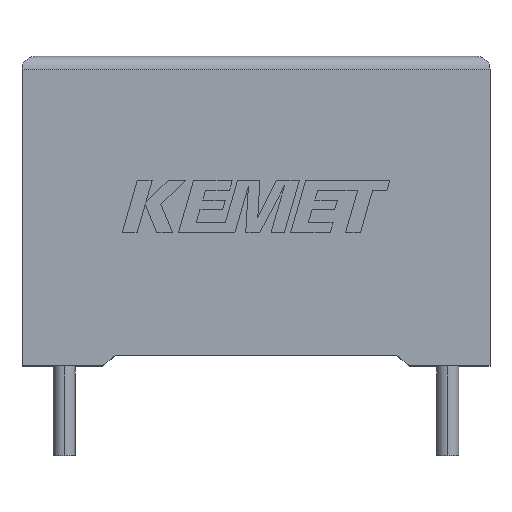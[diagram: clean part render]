
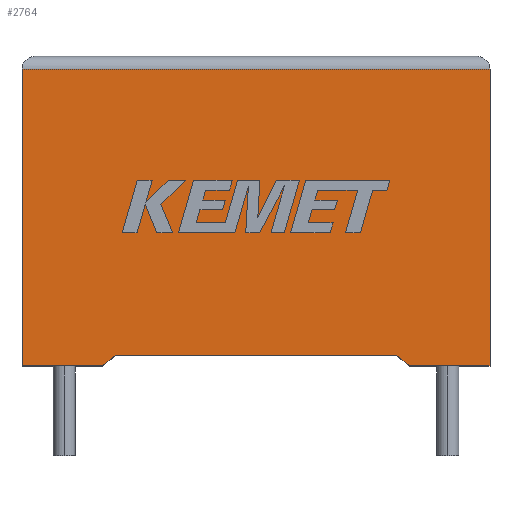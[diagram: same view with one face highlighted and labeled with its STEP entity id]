
A CAD part, top view. The second image highlights one B-rep face of the part: STEP entity #2764.
In plain terms, the highlighted planar face has unit normal (0, 0, 1).
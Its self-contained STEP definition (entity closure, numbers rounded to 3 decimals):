
#17 = DIRECTION ( 'NONE',  ( 0., -1., 0. ) ) ;
#58 = VERTEX_POINT ( 'NONE', #1935 ) ;
#81 = ORIENTED_EDGE ( 'NONE', *, *, #1501, .F. ) ;
#204 = ORIENTED_EDGE ( 'NONE', *, *, #474, .T. ) ;
#221 = LINE ( 'NONE', #873, #2079 ) ;
#309 = CARTESIAN_POINT ( 'NONE',  ( 18.3, 11.6, 6.2 ) ) ;
#317 = ORIENTED_EDGE ( 'NONE', *, *, #2108, .T. ) ;
#396 = DIRECTION ( 'NONE',  ( 1., 0., 0. ) ) ;
#426 = ORIENTED_EDGE ( 'NONE', *, *, #1857, .F. ) ;
#432 = DIRECTION ( 'NONE',  ( 0., 1., 0. ) ) ;
#434 = DIRECTION ( 'NONE',  ( 1., 0., 0. ) ) ;
#442 = CARTESIAN_POINT ( 'NONE',  ( 0., 0., 6.2 ) ) ;
#474 = EDGE_CURVE ( 'NONE', #58, #1352, #931, .T. ) ;
#516 = VERTEX_POINT ( 'NONE', #3050 ) ;
#550 = VECTOR ( 'NONE', #2715, 1000. ) ;
#596 = VECTOR ( 'NONE', #1764, 1000. ) ;
#607 = ORIENTED_EDGE ( 'NONE', *, *, #1141, .T. ) ;
#649 = LINE ( 'NONE', #1599, #2694 ) ;
#762 = LINE ( 'NONE', #1461, #1090 ) ;
#788 = ORIENTED_EDGE ( 'NONE', *, *, #2962, .T. ) ;
#815 = CARTESIAN_POINT ( 'NONE',  ( 15.15, 0., 6.2 ) ) ;
#873 = CARTESIAN_POINT ( 'NONE',  ( 0., 0., 6.2 ) ) ;
#889 = PLANE ( 'NONE',  #1235 ) ;
#931 = LINE ( 'NONE', #2548, #2225 ) ;
#1010 = VERTEX_POINT ( 'NONE', #2955 ) ;
#1025 = EDGE_CURVE ( 'NONE', #1352, #2602, #2751, .T. ) ;
#1036 = VECTOR ( 'NONE', #1331, 1000. ) ;
#1090 = VECTOR ( 'NONE', #2194, 1000. ) ;
#1141 = EDGE_CURVE ( 'NONE', #2602, #1301, #1388, .T. ) ;
#1169 = DIRECTION ( 'NONE',  ( -1., 0., 0. ) ) ;
#1218 = EDGE_CURVE ( 'NONE', #1010, #58, #221, .T. ) ;
#1235 = AXIS2_PLACEMENT_3D ( 'NONE', #2824, #2598, #1169 ) ;
#1301 = VERTEX_POINT ( 'NONE', #2343 ) ;
#1331 = DIRECTION ( 'NONE',  ( -1., 0., 0. ) ) ;
#1350 = CARTESIAN_POINT ( 'NONE',  ( 3.15, 0., 6.2 ) ) ;
#1352 = VERTEX_POINT ( 'NONE', #309 ) ;
#1388 = LINE ( 'NONE', #442, #1782 ) ;
#1461 = CARTESIAN_POINT ( 'NONE',  ( 9.15, 0.417, 6.2 ) ) ;
#1497 = CARTESIAN_POINT ( 'NONE',  ( 3.15, 0., 6.2 ) ) ;
#1501 = EDGE_CURVE ( 'NONE', #516, #2473, #1967, .T. ) ;
#1599 = CARTESIAN_POINT ( 'NONE',  ( 0., 0., 6.2 ) ) ;
#1764 = DIRECTION ( 'NONE',  ( 0.773, -0.635, 0. ) ) ;
#1782 = VECTOR ( 'NONE', #17, 1000. ) ;
#1857 = EDGE_CURVE ( 'NONE', #3016, #516, #762, .T. ) ;
#1935 = CARTESIAN_POINT ( 'NONE',  ( 18.3, 0., 6.2 ) ) ;
#1948 = ORIENTED_EDGE ( 'NONE', *, *, #1218, .T. ) ;
#1967 = LINE ( 'NONE', #1497, #550 ) ;
#2079 = VECTOR ( 'NONE', #434, 1000. ) ;
#2108 = EDGE_CURVE ( 'NONE', #1301, #2473, #649, .T. ) ;
#2194 = DIRECTION ( 'NONE',  ( -1., 0., 0. ) ) ;
#2225 = VECTOR ( 'NONE', #432, 1000. ) ;
#2321 = FACE_OUTER_BOUND ( 'NONE', #2582, .T. ) ;
#2343 = CARTESIAN_POINT ( 'NONE',  ( 0., 0., 6.2 ) ) ;
#2473 = VERTEX_POINT ( 'NONE', #1350 ) ;
#2481 = CARTESIAN_POINT ( 'NONE',  ( 0., 11.6, 6.2 ) ) ;
#2483 = CARTESIAN_POINT ( 'NONE',  ( 0., 11.6, 6.2 ) ) ;
#2548 = CARTESIAN_POINT ( 'NONE',  ( 18.3, 0., 6.2 ) ) ;
#2549 = LINE ( 'NONE', #815, #596 ) ;
#2554 = CARTESIAN_POINT ( 'NONE',  ( 14.642, 0.417, 6.2 ) ) ;
#2582 = EDGE_LOOP ( 'NONE', ( #204, #3011, #607, #317, #81, #426, #788, #1948 ) ) ;
#2598 = DIRECTION ( 'NONE',  ( 0., 0., -1. ) ) ;
#2602 = VERTEX_POINT ( 'NONE', #2483 ) ;
#2694 = VECTOR ( 'NONE', #396, 1000. ) ;
#2715 = DIRECTION ( 'NONE',  ( -0.773, -0.635, 0. ) ) ;
#2751 = LINE ( 'NONE', #2481, #1036 ) ;
#2764 = ADVANCED_FACE ( 'NONE', ( #2321 ), #889, .F. ) ;
#2824 = CARTESIAN_POINT ( 'NONE',  ( 0., 0., 6.2 ) ) ;
#2955 = CARTESIAN_POINT ( 'NONE',  ( 15.15, 0., 6.2 ) ) ;
#2962 = EDGE_CURVE ( 'NONE', #3016, #1010, #2549, .T. ) ;
#3011 = ORIENTED_EDGE ( 'NONE', *, *, #1025, .T. ) ;
#3016 = VERTEX_POINT ( 'NONE', #2554 ) ;
#3050 = CARTESIAN_POINT ( 'NONE',  ( 3.658, 0.417, 6.2 ) ) ;
